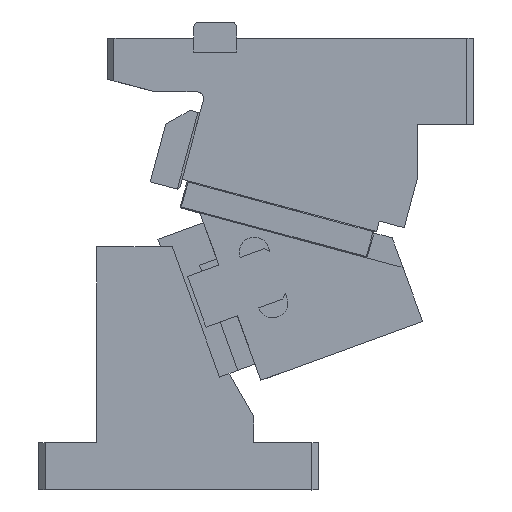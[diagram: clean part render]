
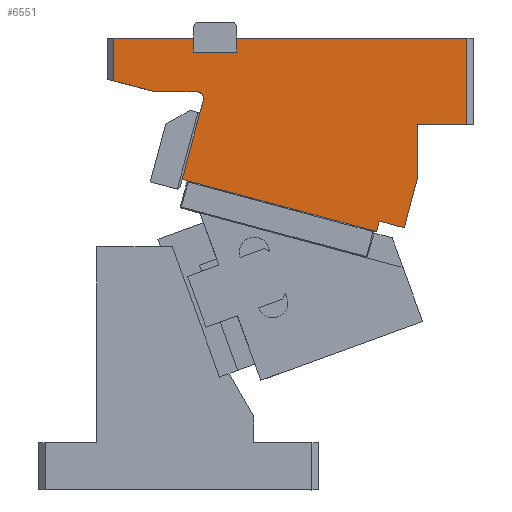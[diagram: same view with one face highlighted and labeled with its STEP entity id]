
A CAD part, front view. The second image highlights one B-rep face of the part: STEP entity #6551.
In plain terms, the highlighted planar face has unit normal (0, -1, 0).
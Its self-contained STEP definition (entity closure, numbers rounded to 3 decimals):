
#5807=CARTESIAN_POINT('Vertex',(92.,0.,210.)) ;
#5810=CARTESIAN_POINT('Line Origine',(145.5,0.,210.)) ;
#5814=CARTESIAN_POINT('Vertex',(199.,0.,210.)) ;
#6350=CARTESIAN_POINT('Vertex',(92.,0.,203.5)) ;
#6355=CARTESIAN_POINT('Line Origine',(92.,0.,206.75)) ;
#6372=CARTESIAN_POINT('Axis2P3D Location',(75.604,0.,177.691)) ;
#6377=CARTESIAN_POINT('Line Origine',(82.,0.,203.5)) ;
#6381=CARTESIAN_POINT('Vertex',(72.,0.,203.5)) ;
#6384=CARTESIAN_POINT('Line Origine',(72.,0.,206.75)) ;
#6388=CARTESIAN_POINT('Vertex',(72.,0.,210.)) ;
#6391=CARTESIAN_POINT('Line Origine',(53.5,0.,210.)) ;
#6395=CARTESIAN_POINT('Vertex',(35.,0.,210.)) ;
#6398=CARTESIAN_POINT('Line Origine',(35.,0.,200.062)) ;
#6402=CARTESIAN_POINT('Vertex',(35.,0.,190.123)) ;
#6405=CARTESIAN_POINT('Line Origine',(44.56,0.,187.562)) ;
#6409=CARTESIAN_POINT('Vertex',(54.121,0.,185.)) ;
#6412=CARTESIAN_POINT('Line Origine',(57.044,0.,185.)) ;
#6416=CARTESIAN_POINT('Vertex',(59.967,0.,185.)) ;
#6419=CARTESIAN_POINT('Line Origine',(66.81,0.,185.)) ;
#6423=CARTESIAN_POINT('Vertex',(73.653,0.,185.)) ;
#6427=CARTESIAN_POINT('Control Point',(76.551,0.,181.224)) ;
#6428=CARTESIAN_POINT('Control Point',(76.639,0.,181.551)) ;
#6429=CARTESIAN_POINT('Control Point',(76.68,0.,181.892)) ;
#6430=CARTESIAN_POINT('Control Point',(76.673,0.,182.236)) ;
#6431=CARTESIAN_POINT('Control Point',(76.562,0.,182.912)) ;
#6432=CARTESIAN_POINT('Control Point',(76.267,0.,183.531)) ;
#6433=CARTESIAN_POINT('Control Point',(76.076,0.,183.818)) ;
#6434=CARTESIAN_POINT('Control Point',(75.62,0.,184.329)) ;
#6435=CARTESIAN_POINT('Control Point',(75.039,0.,184.693)) ;
#6436=CARTESIAN_POINT('Control Point',(74.725,0.,184.833)) ;
#6437=CARTESIAN_POINT('Control Point',(74.316,0.,184.949)) ;
#6438=CARTESIAN_POINT('Control Point',(73.897,0.,184.992)) ;
#6439=CARTESIAN_POINT('Control Point',(73.816,0.,184.997)) ;
#6440=CARTESIAN_POINT('Control Point',(73.735,0.,185.)) ;
#6441=CARTESIAN_POINT('Control Point',(73.653,0.,185.)) ;
#6442=CARTESIAN_POINT('Vertex',(76.551,0.,181.224)) ;
#6445=CARTESIAN_POINT('Line Origine',(76.272,0.,180.181)) ;
#6449=CARTESIAN_POINT('Vertex',(75.993,0.,179.139)) ;
#6452=CARTESIAN_POINT('Line Origine',(75.799,0.,178.415)) ;
#6456=CARTESIAN_POINT('Vertex',(75.604,0.,177.691)) ;
#6459=CARTESIAN_POINT('Line Origine',(73.146,0.,168.514)) ;
#6463=CARTESIAN_POINT('Vertex',(70.687,0.,159.338)) ;
#6466=CARTESIAN_POINT('Line Origine',(68.681,0.,151.852)) ;
#6470=CARTESIAN_POINT('Vertex',(66.675,0.,144.366)) ;
#6473=CARTESIAN_POINT('Line Origine',(68.366,0.,143.913)) ;
#6477=CARTESIAN_POINT('Vertex',(70.056,0.,143.46)) ;
#6480=CARTESIAN_POINT('Line Origine',(113.523,0.,131.813)) ;
#6484=CARTESIAN_POINT('Vertex',(156.989,0.,120.167)) ;
#6487=CARTESIAN_POINT('Line Origine',(157.636,0.,122.581)) ;
#6491=CARTESIAN_POINT('Vertex',(158.283,0.,124.996)) ;
#6494=CARTESIAN_POINT('Line Origine',(164.079,0.,123.443)) ;
#6498=CARTESIAN_POINT('Vertex',(169.874,0.,121.89)) ;
#6501=CARTESIAN_POINT('Line Origine',(172.937,0.,133.321)) ;
#6505=CARTESIAN_POINT('Vertex',(176.,0.,144.751)) ;
#6508=CARTESIAN_POINT('Line Origine',(176.,0.,157.376)) ;
#6512=CARTESIAN_POINT('Vertex',(176.,0.,170.)) ;
#6515=CARTESIAN_POINT('Line Origine',(187.5,0.,170.)) ;
#6519=CARTESIAN_POINT('Vertex',(199.,0.,170.)) ;
#6522=CARTESIAN_POINT('Line Origine',(199.,0.,190.)) ;
#5811=DIRECTION('Vector Direction',(1.,0.,0.)) ;
#6356=DIRECTION('Vector Direction',(0.,0.,1.)) ;
#6373=DIRECTION('Axis2P3D Direction',(0.,-1.,0.)) ;
#6374=DIRECTION('Axis2P3D XDirection',(-0.259,0.,-0.966)) ;
#6378=DIRECTION('Vector Direction',(1.,0.,0.)) ;
#6385=DIRECTION('Vector Direction',(0.,0.,-1.)) ;
#6392=DIRECTION('Vector Direction',(1.,0.,0.)) ;
#6399=DIRECTION('Vector Direction',(0.,0.,1.)) ;
#6406=DIRECTION('Vector Direction',(0.966,0.,-0.259)) ;
#6413=DIRECTION('Vector Direction',(-1.,0.,0.)) ;
#6420=DIRECTION('Vector Direction',(-1.,0.,0.)) ;
#6446=DIRECTION('Vector Direction',(-0.259,0.,-0.966)) ;
#6453=DIRECTION('Vector Direction',(-0.259,0.,-0.966)) ;
#6460=DIRECTION('Vector Direction',(-0.259,0.,-0.966)) ;
#6467=DIRECTION('Vector Direction',(-0.259,0.,-0.966)) ;
#6474=DIRECTION('Vector Direction',(0.966,0.,-0.259)) ;
#6481=DIRECTION('Vector Direction',(-0.966,0.,0.259)) ;
#6488=DIRECTION('Vector Direction',(-0.259,0.,-0.966)) ;
#6495=DIRECTION('Vector Direction',(-0.966,0.,0.259)) ;
#6502=DIRECTION('Vector Direction',(-0.259,0.,-0.966)) ;
#6509=DIRECTION('Vector Direction',(0.,0.,-1.)) ;
#6516=DIRECTION('Vector Direction',(1.,0.,0.)) ;
#6523=DIRECTION('Vector Direction',(0.,0.,-1.)) ;
#6375=AXIS2_PLACEMENT_3D('Plane Axis2P3D',#6372,#6373,#6374) ;
#6528=ORIENTED_EDGE('',*,*,#5816,.F.) ;
#6529=ORIENTED_EDGE('',*,*,#6359,.F.) ;
#6530=ORIENTED_EDGE('',*,*,#6383,.F.) ;
#6531=ORIENTED_EDGE('',*,*,#6390,.F.) ;
#6532=ORIENTED_EDGE('',*,*,#6397,.F.) ;
#6533=ORIENTED_EDGE('',*,*,#6404,.F.) ;
#6534=ORIENTED_EDGE('',*,*,#6411,.T.) ;
#6535=ORIENTED_EDGE('',*,*,#6418,.F.) ;
#6536=ORIENTED_EDGE('',*,*,#6425,.F.) ;
#6537=ORIENTED_EDGE('',*,*,#6444,.T.) ;
#6538=ORIENTED_EDGE('',*,*,#6451,.F.) ;
#6539=ORIENTED_EDGE('',*,*,#6458,.F.) ;
#6540=ORIENTED_EDGE('',*,*,#6465,.F.) ;
#6541=ORIENTED_EDGE('',*,*,#6472,.F.) ;
#6542=ORIENTED_EDGE('',*,*,#6479,.T.) ;
#6543=ORIENTED_EDGE('',*,*,#6486,.F.) ;
#6544=ORIENTED_EDGE('',*,*,#6493,.F.) ;
#6545=ORIENTED_EDGE('',*,*,#6500,.F.) ;
#6546=ORIENTED_EDGE('',*,*,#6507,.F.) ;
#6547=ORIENTED_EDGE('',*,*,#6514,.F.) ;
#6548=ORIENTED_EDGE('',*,*,#6521,.T.) ;
#6549=ORIENTED_EDGE('',*,*,#6526,.T.) ;
#5812=VECTOR('Line Direction',#5811,1.) ;
#6357=VECTOR('Line Direction',#6356,1.) ;
#6379=VECTOR('Line Direction',#6378,1.) ;
#6386=VECTOR('Line Direction',#6385,1.) ;
#6393=VECTOR('Line Direction',#6392,1.) ;
#6400=VECTOR('Line Direction',#6399,1.) ;
#6407=VECTOR('Line Direction',#6406,1.) ;
#6414=VECTOR('Line Direction',#6413,1.) ;
#6421=VECTOR('Line Direction',#6420,1.) ;
#6447=VECTOR('Line Direction',#6446,1.) ;
#6454=VECTOR('Line Direction',#6453,1.) ;
#6461=VECTOR('Line Direction',#6460,1.) ;
#6468=VECTOR('Line Direction',#6467,1.) ;
#6475=VECTOR('Line Direction',#6474,1.) ;
#6482=VECTOR('Line Direction',#6481,1.) ;
#6489=VECTOR('Line Direction',#6488,1.) ;
#6496=VECTOR('Line Direction',#6495,1.) ;
#6503=VECTOR('Line Direction',#6502,1.) ;
#6510=VECTOR('Line Direction',#6509,1.) ;
#6517=VECTOR('Line Direction',#6516,1.) ;
#6524=VECTOR('Line Direction',#6523,1.) ;
#6551=ADVANCED_FACE('CAM HOLDER',(#6550),#6376,.T.) ;
#6426=B_SPLINE_CURVE_WITH_KNOTS('',5,(#6427,#6428,#6429,#6430,#6431,#6432,#6433,#6434,#6435,#6436,#6437,#6438,#6439,#6440,#6441),.UNSPECIFIED.,.F.,.U.,(6,3,3,3,6),(0.,2.4,4.8,7.2,7.775),.UNSPECIFIED.) ;
#5816=EDGE_CURVE('',#5808,#5815,#5813,.T.) ;
#6359=EDGE_CURVE('',#6351,#5808,#6358,.T.) ;
#6383=EDGE_CURVE('',#6382,#6351,#6380,.T.) ;
#6390=EDGE_CURVE('',#6389,#6382,#6387,.T.) ;
#6397=EDGE_CURVE('',#6396,#6389,#6394,.T.) ;
#6404=EDGE_CURVE('',#6403,#6396,#6401,.T.) ;
#6411=EDGE_CURVE('',#6403,#6410,#6408,.T.) ;
#6418=EDGE_CURVE('',#6417,#6410,#6415,.T.) ;
#6425=EDGE_CURVE('',#6424,#6417,#6422,.T.) ;
#6444=EDGE_CURVE('',#6424,#6443,#6426,.F.) ;
#6451=EDGE_CURVE('',#6450,#6443,#6448,.F.) ;
#6458=EDGE_CURVE('',#6457,#6450,#6455,.F.) ;
#6465=EDGE_CURVE('',#6464,#6457,#6462,.F.) ;
#6472=EDGE_CURVE('',#6471,#6464,#6469,.F.) ;
#6479=EDGE_CURVE('',#6471,#6478,#6476,.T.) ;
#6486=EDGE_CURVE('',#6485,#6478,#6483,.T.) ;
#6493=EDGE_CURVE('',#6492,#6485,#6490,.T.) ;
#6500=EDGE_CURVE('',#6499,#6492,#6497,.T.) ;
#6507=EDGE_CURVE('',#6506,#6499,#6504,.T.) ;
#6514=EDGE_CURVE('',#6513,#6506,#6511,.T.) ;
#6521=EDGE_CURVE('',#6513,#6520,#6518,.T.) ;
#6526=EDGE_CURVE('',#6520,#5815,#6525,.F.) ;
#6527=EDGE_LOOP('',(#6528,#6529,#6530,#6531,#6532,#6533,#6534,#6535,#6536,#6537,#6538,#6539,#6540,#6541,#6542,#6543,#6544,#6545,#6546,#6547,#6548,#6549)) ;
#6550=FACE_OUTER_BOUND('',#6527,.T.) ;
#5813=LINE('Line',#5810,#5812) ;
#6358=LINE('Line',#6355,#6357) ;
#6380=LINE('Line',#6377,#6379) ;
#6387=LINE('Line',#6384,#6386) ;
#6394=LINE('Line',#6391,#6393) ;
#6401=LINE('Line',#6398,#6400) ;
#6408=LINE('Line',#6405,#6407) ;
#6415=LINE('Line',#6412,#6414) ;
#6422=LINE('Line',#6419,#6421) ;
#6448=LINE('Line',#6445,#6447) ;
#6455=LINE('Line',#6452,#6454) ;
#6462=LINE('Line',#6459,#6461) ;
#6469=LINE('Line',#6466,#6468) ;
#6476=LINE('Line',#6473,#6475) ;
#6483=LINE('Line',#6480,#6482) ;
#6490=LINE('Line',#6487,#6489) ;
#6497=LINE('Line',#6494,#6496) ;
#6504=LINE('Line',#6501,#6503) ;
#6511=LINE('Line',#6508,#6510) ;
#6518=LINE('Line',#6515,#6517) ;
#6525=LINE('Line',#6522,#6524) ;
#6376=PLANE('Plane',#6375) ;
#5808=VERTEX_POINT('',#5807) ;
#5815=VERTEX_POINT('',#5814) ;
#6351=VERTEX_POINT('',#6350) ;
#6382=VERTEX_POINT('',#6381) ;
#6389=VERTEX_POINT('',#6388) ;
#6396=VERTEX_POINT('',#6395) ;
#6403=VERTEX_POINT('',#6402) ;
#6410=VERTEX_POINT('',#6409) ;
#6417=VERTEX_POINT('',#6416) ;
#6424=VERTEX_POINT('',#6423) ;
#6443=VERTEX_POINT('',#6442) ;
#6450=VERTEX_POINT('',#6449) ;
#6457=VERTEX_POINT('',#6456) ;
#6464=VERTEX_POINT('',#6463) ;
#6471=VERTEX_POINT('',#6470) ;
#6478=VERTEX_POINT('',#6477) ;
#6485=VERTEX_POINT('',#6484) ;
#6492=VERTEX_POINT('',#6491) ;
#6499=VERTEX_POINT('',#6498) ;
#6506=VERTEX_POINT('',#6505) ;
#6513=VERTEX_POINT('',#6512) ;
#6520=VERTEX_POINT('',#6519) ;
